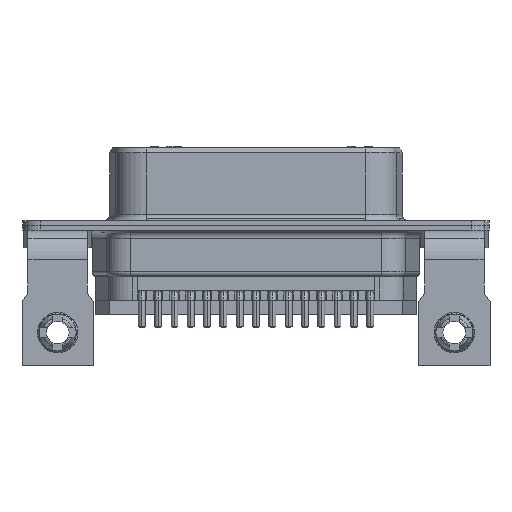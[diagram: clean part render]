
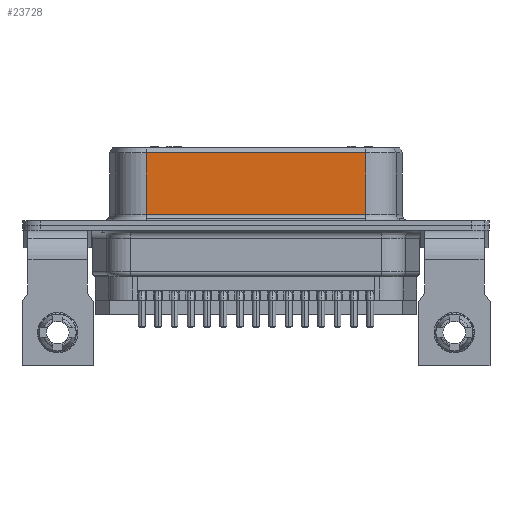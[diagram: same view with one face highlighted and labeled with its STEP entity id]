
A CAD part, front view. The second image highlights one B-rep face of the part: STEP entity #23728.
In plain terms, the highlighted planar face has unit normal (0, -1, 0).
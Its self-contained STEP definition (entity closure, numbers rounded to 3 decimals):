
#23374=CARTESIAN_POINT('',(-9.206,-4.,-6.1));
#23375=VERTEX_POINT('',#23374);
#23392=CARTESIAN_POINT('',(9.206,-4.,-6.1));
#23393=VERTEX_POINT('',#23392);
#23400=CARTESIAN_POINT('',(9.206,-4.,-6.1));
#23401=DIRECTION('',(-1.0,0.0,0.0));
#23402=VECTOR('',#23401,18.413);
#23403=LINE('',#23400,#23402);
#23404=EDGE_CURVE('',#23393,#23375,#23403,.T.);
#23686=CARTESIAN_POINT('',(-9.206,-4.,-0.9));
#23687=VERTEX_POINT('',#23686);
#23688=CARTESIAN_POINT('',(-9.206,-4.,-0.9));
#23689=DIRECTION('',(0.0,0.0,-1.0));
#23690=VECTOR('',#23689,5.2);
#23691=LINE('',#23688,#23690);
#23692=EDGE_CURVE('',#23687,#23375,#23691,.T.);
#23705=CARTESIAN_POINT('',(0.0,-4.0,0.0));
#23706=DIRECTION('',(0.0,-1.0,0.0));
#23707=DIRECTION('',(0.0,0.0,-1.0));
#23708=AXIS2_PLACEMENT_3D('',#23705,#23706,#23707);
#23709=PLANE('',#23708);
#23710=ORIENTED_EDGE('',*,*,#23404,.F.);
#23711=CARTESIAN_POINT('',(9.206,-4.,-0.9));
#23712=VERTEX_POINT('',#23711);
#23713=CARTESIAN_POINT('',(9.206,-4.,-0.9));
#23714=DIRECTION('',(0.0,0.0,-1.0));
#23715=VECTOR('',#23714,5.2);
#23716=LINE('',#23713,#23715);
#23717=EDGE_CURVE('',#23712,#23393,#23716,.T.);
#23718=ORIENTED_EDGE('',*,*,#23717,.F.);
#23719=CARTESIAN_POINT('',(-9.206,-4.,-0.9));
#23720=DIRECTION('',(1.0,0.0,0.0));
#23721=VECTOR('',#23720,18.413);
#23722=LINE('',#23719,#23721);
#23723=EDGE_CURVE('',#23687,#23712,#23722,.T.);
#23724=ORIENTED_EDGE('',*,*,#23723,.F.);
#23725=ORIENTED_EDGE('',*,*,#23692,.T.);
#23726=EDGE_LOOP('',(#23710,#23718,#23724,#23725));
#23727=FACE_OUTER_BOUND('',#23726,.T.);
#23728=ADVANCED_FACE('',(#23727),#23709,.T.);
